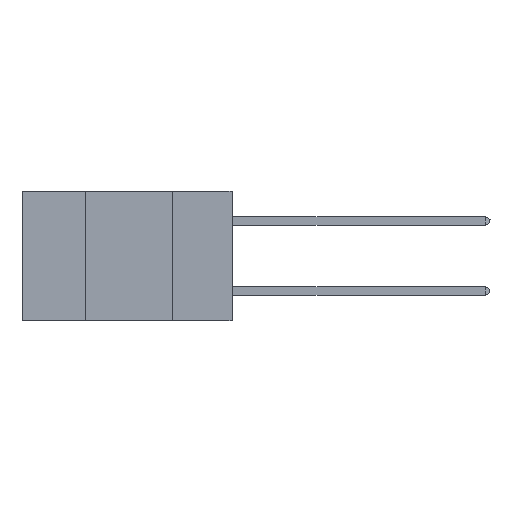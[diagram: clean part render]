
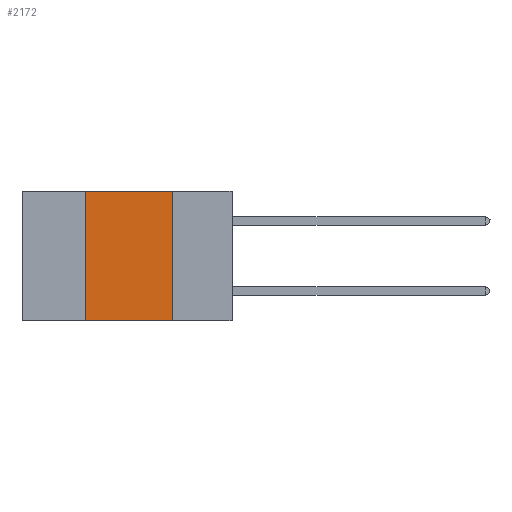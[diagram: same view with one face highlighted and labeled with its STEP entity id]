
A CAD part, left-side view. The second image highlights one B-rep face of the part: STEP entity #2172.
In plain terms, the highlighted planar face has unit normal (-1, 0, 0).
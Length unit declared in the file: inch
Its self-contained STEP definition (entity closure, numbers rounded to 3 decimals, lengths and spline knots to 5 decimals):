
#2172 = ADVANCED_FACE ( 'NONE', ( #28365 ), #18012, .F. ) ;
#3564 = CARTESIAN_POINT ( 'NONE',  ( 0., 0.6, -0.37 ) ) ;
#4610 = CARTESIAN_POINT ( 'NONE',  ( 0., 0.17, 0. ) ) ;
#4633 = CARTESIAN_POINT ( 'NONE',  ( 0., 0.6, 0. ) ) ;
#4950 = DIRECTION ( 'NONE',  ( 0., -1., 0. ) ) ;
#8895 = VERTEX_POINT ( 'NONE', #35083 ) ;
#9617 = DIRECTION ( 'NONE',  ( 0., -1., 0. ) ) ;
#9722 = CARTESIAN_POINT ( 'NONE',  ( 0., 0.17, -0.37 ) ) ;
#10124 = VECTOR ( 'NONE', #25641, 39.37008 ) ;
#10741 = AXIS2_PLACEMENT_3D ( 'NONE', #4633, #40669, #37423 ) ;
#11118 = ORIENTED_EDGE ( 'NONE', *, *, #15189, .F. ) ;
#11812 = ORIENTED_EDGE ( 'NONE', *, *, #31136, .F. ) ;
#14233 = ORIENTED_EDGE ( 'NONE', *, *, #42320, .T. ) ;
#14909 = LINE ( 'NONE', #25031, #23766 ) ;
#14996 = VECTOR ( 'NONE', #9617, 39.37008 ) ;
#15189 = EDGE_CURVE ( 'NONE', #24368, #8895, #35249, .T. ) ;
#18012 = PLANE ( 'NONE',  #10741 ) ;
#20001 = ORIENTED_EDGE ( 'NONE', *, *, #22653, .F. ) ;
#21488 = VERTEX_POINT ( 'NONE', #4610 ) ;
#22653 = EDGE_CURVE ( 'NONE', #21488, #34309, #28890, .T. ) ;
#23766 = VECTOR ( 'NONE', #4950, 39.37008 ) ;
#24368 = VERTEX_POINT ( 'NONE', #33042 ) ;
#25031 = CARTESIAN_POINT ( 'NONE',  ( 0., 0.6, 0. ) ) ;
#25641 = DIRECTION ( 'NONE',  ( 0., 0., -1. ) ) ;
#28365 = FACE_OUTER_BOUND ( 'NONE', #38310, .T. ) ;
#28368 = CARTESIAN_POINT ( 'NONE',  ( 0., 0.42, 0. ) ) ;
#28890 = LINE ( 'NONE', #42039, #10124 ) ;
#29503 = LINE ( 'NONE', #3564, #14996 ) ;
#31136 = EDGE_CURVE ( 'NONE', #8895, #21488, #14909, .T. ) ;
#33042 = CARTESIAN_POINT ( 'NONE',  ( 0., 0.42, -0.37 ) ) ;
#34309 = VERTEX_POINT ( 'NONE', #9722 ) ;
#35083 = CARTESIAN_POINT ( 'NONE',  ( 0., 0.42, 0. ) ) ;
#35249 = LINE ( 'NONE', #28368, #38246 ) ;
#37423 = DIRECTION ( 'NONE',  ( 0., 0., -1. ) ) ;
#38246 = VECTOR ( 'NONE', #38499, 39.37008 ) ;
#38310 = EDGE_LOOP ( 'NONE', ( #20001, #11812, #11118, #14233 ) ) ;
#38499 = DIRECTION ( 'NONE',  ( 0., 0., 1. ) ) ;
#40669 = DIRECTION ( 'NONE',  ( 1., 0., 0. ) ) ;
#42039 = CARTESIAN_POINT ( 'NONE',  ( 0., 0.17, 0. ) ) ;
#42320 = EDGE_CURVE ( 'NONE', #24368, #34309, #29503, .T. ) ;
